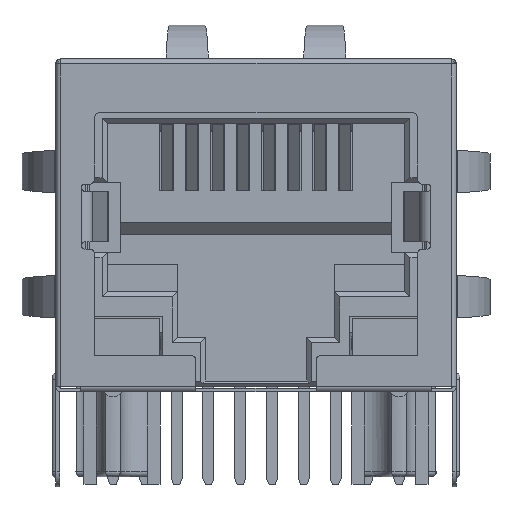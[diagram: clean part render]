
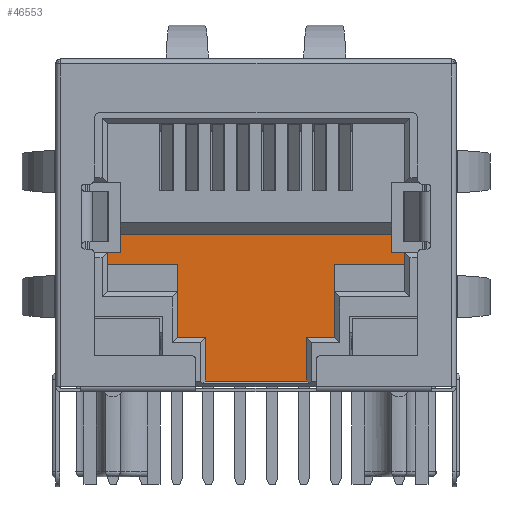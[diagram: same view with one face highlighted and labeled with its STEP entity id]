
A CAD part, front view. The second image highlights one B-rep face of the part: STEP entity #46553.
In plain terms, the highlighted planar face has unit normal (0, -1, 0).
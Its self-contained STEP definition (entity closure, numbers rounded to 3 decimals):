
#1945=ORIENTED_EDGE('',*,*,#12324,.F.);
#1946=ORIENTED_EDGE('',*,*,#12325,.T.);
#1947=ORIENTED_EDGE('',*,*,#12326,.F.);
#1948=ORIENTED_EDGE('',*,*,#12327,.F.);
#1949=ORIENTED_EDGE('',*,*,#12328,.F.);
#1950=ORIENTED_EDGE('',*,*,#12329,.F.);
#1951=ORIENTED_EDGE('',*,*,#12330,.T.);
#1952=ORIENTED_EDGE('',*,*,#12331,.T.);
#1953=ORIENTED_EDGE('',*,*,#12332,.F.);
#1954=ORIENTED_EDGE('',*,*,#12333,.T.);
#1955=ORIENTED_EDGE('',*,*,#12334,.T.);
#1956=ORIENTED_EDGE('',*,*,#12335,.T.);
#1957=ORIENTED_EDGE('',*,*,#12336,.T.);
#1958=ORIENTED_EDGE('',*,*,#12337,.T.);
#1959=ORIENTED_EDGE('',*,*,#12338,.T.);
#1960=ORIENTED_EDGE('',*,*,#12339,.T.);
#1961=ORIENTED_EDGE('',*,*,#12340,.T.);
#1962=ORIENTED_EDGE('',*,*,#12341,.T.);
#1963=ORIENTED_EDGE('',*,*,#12342,.T.);
#1964=ORIENTED_EDGE('',*,*,#12343,.F.);
#12324=EDGE_CURVE('',#17502,#17503,#20894,.T.);
#12325=EDGE_CURVE('',#17502,#17504,#20895,.T.);
#12326=EDGE_CURVE('',#17505,#17504,#20896,.T.);
#12327=EDGE_CURVE('',#17506,#17505,#20897,.T.);
#12328=EDGE_CURVE('',#17507,#17506,#20898,.T.);
#12329=EDGE_CURVE('',#17508,#17507,#20899,.T.);
#12330=EDGE_CURVE('',#17508,#17509,#20900,.T.);
#12331=EDGE_CURVE('',#17509,#17510,#20901,.T.);
#12332=EDGE_CURVE('',#17511,#17510,#20902,.T.);
#12333=EDGE_CURVE('',#17511,#17512,#20903,.T.);
#12334=EDGE_CURVE('',#17512,#17513,#20904,.T.);
#12335=EDGE_CURVE('',#17513,#17514,#20905,.T.);
#12336=EDGE_CURVE('',#17514,#17515,#20906,.T.);
#12337=EDGE_CURVE('',#17515,#17516,#20907,.T.);
#12338=EDGE_CURVE('',#17516,#17517,#20908,.T.);
#12339=EDGE_CURVE('',#17517,#17518,#20909,.T.);
#12340=EDGE_CURVE('',#17518,#17519,#20910,.T.);
#12341=EDGE_CURVE('',#17519,#17520,#20911,.T.);
#12342=EDGE_CURVE('',#17520,#17521,#20912,.T.);
#12343=EDGE_CURVE('',#17503,#17521,#20913,.T.);
#17502=VERTEX_POINT('',#60243);
#17503=VERTEX_POINT('',#60244);
#17504=VERTEX_POINT('',#60246);
#17505=VERTEX_POINT('',#60248);
#17506=VERTEX_POINT('',#60250);
#17507=VERTEX_POINT('',#60252);
#17508=VERTEX_POINT('',#60254);
#17509=VERTEX_POINT('',#60256);
#17510=VERTEX_POINT('',#60258);
#17511=VERTEX_POINT('',#60260);
#17512=VERTEX_POINT('',#60262);
#17513=VERTEX_POINT('',#60264);
#17514=VERTEX_POINT('',#60266);
#17515=VERTEX_POINT('',#60268);
#17516=VERTEX_POINT('',#60270);
#17517=VERTEX_POINT('',#60272);
#17518=VERTEX_POINT('',#60274);
#17519=VERTEX_POINT('',#60276);
#17520=VERTEX_POINT('',#60278);
#17521=VERTEX_POINT('',#60280);
#20894=LINE('',#60242,#24948);
#20895=LINE('',#60245,#24949);
#20896=LINE('',#60247,#24950);
#20897=LINE('',#60249,#24951);
#20898=LINE('',#60251,#24952);
#20899=LINE('',#60253,#24953);
#20900=LINE('',#60255,#24954);
#20901=LINE('',#60257,#24955);
#20902=LINE('',#60259,#24956);
#20903=LINE('',#60261,#24957);
#20904=LINE('',#60263,#24958);
#20905=LINE('',#60265,#24959);
#20906=LINE('',#60267,#24960);
#20907=LINE('',#60269,#24961);
#20908=LINE('',#60271,#24962);
#20909=LINE('',#60273,#24963);
#20910=LINE('',#60275,#24964);
#20911=LINE('',#60277,#24965);
#20912=LINE('',#60279,#24966);
#20913=LINE('',#60281,#24967);
#24948=VECTOR('',#51115,1000.);
#24949=VECTOR('',#51116,1000.);
#24950=VECTOR('',#51117,1000.);
#24951=VECTOR('',#51118,1000.);
#24952=VECTOR('',#51119,1000.);
#24953=VECTOR('',#51120,1000.);
#24954=VECTOR('',#51121,1000.);
#24955=VECTOR('',#51122,1000.);
#24956=VECTOR('',#51123,1000.);
#24957=VECTOR('',#51124,1000.);
#24958=VECTOR('',#51125,1000.);
#24959=VECTOR('',#51126,1000.);
#24960=VECTOR('',#51127,1000.);
#24961=VECTOR('',#51128,1000.);
#24962=VECTOR('',#51129,1000.);
#24963=VECTOR('',#51130,1000.);
#24964=VECTOR('',#51131,1000.);
#24965=VECTOR('',#51132,1000.);
#24966=VECTOR('',#51133,1000.);
#24967=VECTOR('',#51134,1000.);
#28732=EDGE_LOOP('',(#1945,#1946,#1947,#1948,#1949,#1950,#1951,#1952,#1953,
#1954,#1955,#1956,#1957,#1958,#1959,#1960,#1961,#1962,#1963,#1964));
#30602=FACE_BOUND('',#28732,.T.);
#32471=PLANE('',#48378);
#46553=ADVANCED_FACE('',(#30602),#32471,.F.);
#48378=AXIS2_PLACEMENT_3D('',#60241,#51113,#51114);
#51113=DIRECTION('',(0.,1.,0.));
#51114=DIRECTION('',(0.,0.,1.));
#51115=DIRECTION('',(-1.,0.,0.));
#51116=DIRECTION('',(0.,0.,1.));
#51117=DIRECTION('',(-1.,0.,0.));
#51118=DIRECTION('',(0.,0.,-1.));
#51119=DIRECTION('',(1.,0.,0.));
#51120=DIRECTION('',(0.,0.,-1.));
#51121=DIRECTION('',(-1.,0.,0.));
#51122=DIRECTION('',(0.,0.,-1.));
#51123=DIRECTION('',(1.,0.,0.));
#51124=DIRECTION('',(0.,0.,-1.));
#51125=DIRECTION('',(1.,0.,0.));
#51126=DIRECTION('',(0.,0.,-1.));
#51127=DIRECTION('',(1.,0.,0.));
#51128=DIRECTION('',(0.,0.,-1.));
#51129=DIRECTION('',(-1.,0.,0.));
#51130=DIRECTION('',(0.,0.,-1.));
#51131=DIRECTION('',(1.,0.,0.));
#51132=DIRECTION('',(0.,0.,1.));
#51133=DIRECTION('',(-1.,0.,0.));
#51134=DIRECTION('',(0.,0.,-1.));
#60241=CARTESIAN_POINT('',(5.95,0.911,-0.31));
#60242=CARTESIAN_POINT('',(2.025,0.911,-4.42));
#60243=CARTESIAN_POINT('',(3.15,0.911,-4.42));
#60244=CARTESIAN_POINT('',(2.025,0.911,-4.42));
#60245=CARTESIAN_POINT('',(3.15,0.911,-4.42));
#60246=CARTESIAN_POINT('',(3.15,0.911,-1.53));
#60247=CARTESIAN_POINT('',(5.95,0.911,-1.53));
#60248=CARTESIAN_POINT('',(5.95,0.911,-1.53));
#60249=CARTESIAN_POINT('',(5.95,0.911,-0.31));
#60250=CARTESIAN_POINT('',(5.95,0.911,-1.04));
#60251=CARTESIAN_POINT('',(5.95,0.911,-1.04));
#60252=CARTESIAN_POINT('',(5.425,0.911,-1.04));
#60253=CARTESIAN_POINT('',(5.425,0.911,1.76));
#60254=CARTESIAN_POINT('',(5.425,0.911,-0.31));
#60255=CARTESIAN_POINT('',(5.95,0.911,-0.31));
#60256=CARTESIAN_POINT('',(-5.425,0.911,-0.31));
#60257=CARTESIAN_POINT('',(-5.425,0.911,1.76));
#60258=CARTESIAN_POINT('',(-5.425,0.911,-1.04));
#60259=CARTESIAN_POINT('',(-6.725,0.911,-1.04));
#60260=CARTESIAN_POINT('',(-5.95,0.911,-1.04));
#60261=CARTESIAN_POINT('',(-5.95,0.911,-0.31));
#60262=CARTESIAN_POINT('',(-5.95,0.911,-1.53));
#60263=CARTESIAN_POINT('',(-5.95,0.911,-1.53));
#60264=CARTESIAN_POINT('',(-3.15,0.911,-1.53));
#60265=CARTESIAN_POINT('',(-3.15,0.911,-1.53));
#60266=CARTESIAN_POINT('',(-3.15,0.911,-4.42));
#60267=CARTESIAN_POINT('',(-2.025,0.911,-4.42));
#60268=CARTESIAN_POINT('',(-2.025,0.911,-4.42));
#60269=CARTESIAN_POINT('',(-2.025,0.911,-5.8));
#60270=CARTESIAN_POINT('',(-2.025,0.911,-5.8));
#60271=CARTESIAN_POINT('',(2.03,0.911,-5.8));
#60272=CARTESIAN_POINT('',(-2.03,0.911,-5.8));
#60273=CARTESIAN_POINT('',(-2.03,0.911,-5.8));
#60274=CARTESIAN_POINT('',(-2.03,0.911,-6.17));
#60275=CARTESIAN_POINT('',(-2.03,0.911,-6.17));
#60276=CARTESIAN_POINT('',(2.03,0.911,-6.17));
#60277=CARTESIAN_POINT('',(2.03,0.911,-6.17));
#60278=CARTESIAN_POINT('',(2.03,0.911,-5.8));
#60279=CARTESIAN_POINT('',(2.03,0.911,-5.8));
#60280=CARTESIAN_POINT('',(2.025,0.911,-5.8));
#60281=CARTESIAN_POINT('',(2.025,0.911,-5.8));
